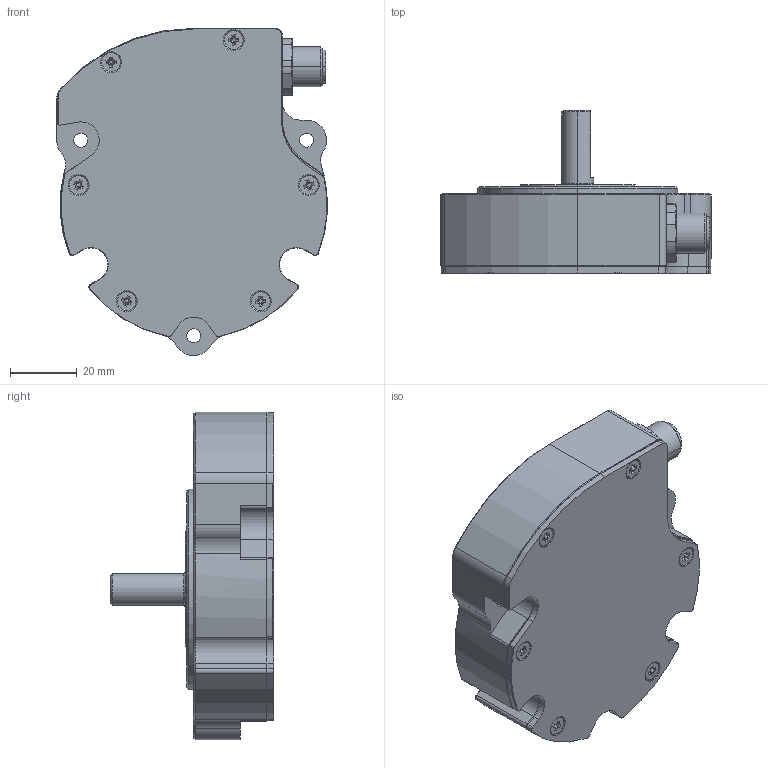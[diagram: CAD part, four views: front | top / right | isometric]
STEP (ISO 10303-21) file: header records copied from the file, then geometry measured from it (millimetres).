
FILE_DESCRIPTION (( 'STEP AP203' ), '1' );
FILE_NAME ('M070_LP35-S-Z-XP-S3E-28-SI-SM12-T0.STEP', '2018-07-13T07:21:43', ( '' ), ( '' ), 'SwSTEP 2.0', 'SolidWorks 2016', '' );
FILE_SCHEMA (( 'CONFIG_CONTROL_DESIGN' ));
Length unit declared in the file: millimetre
Products named in the file (1): M070_LP35-S-Z-XP-S3E-28-SI-SM12-T0
Bounding box: 80.97 x 48.85 x 98 mm (x, y, z)
Surface area: 33166.1 mm2 (no closed solid volume)
Topology: 0 solids, 19 shells, 403 faces, 1108 edges, 730 vertices
Faces by surface type: plane 159, cylinder 135, cone 105, torus 4
Entity records: 12890 total; most frequent: DIRECTION 2358, CARTESIAN_POINT 2327, ORIENTED_EDGE 1985, EDGE_CURVE 1108, AXIS2_PLACEMENT_3D 871, VERTEX_POINT 730, VECTOR 616, LINE 616
